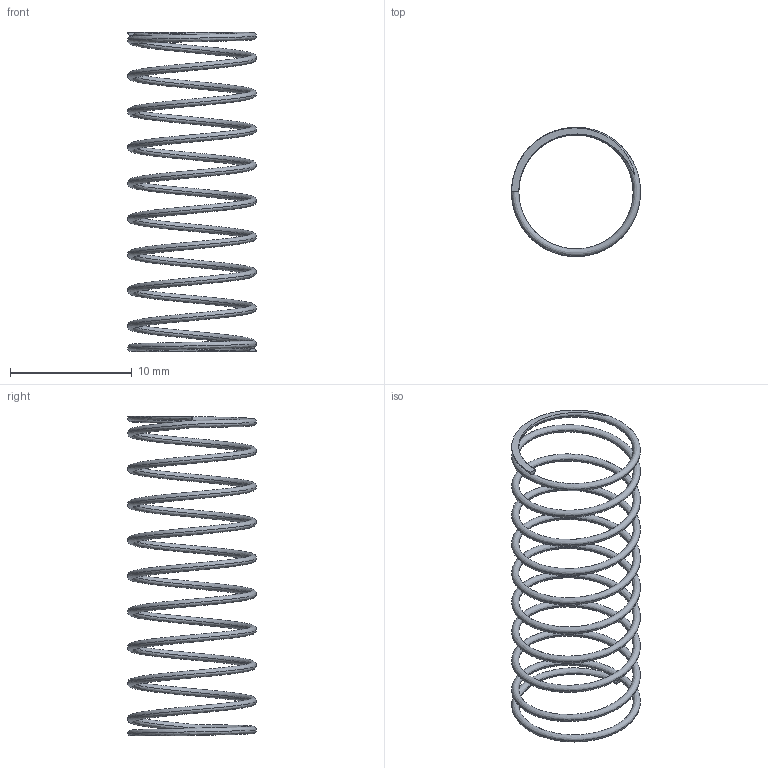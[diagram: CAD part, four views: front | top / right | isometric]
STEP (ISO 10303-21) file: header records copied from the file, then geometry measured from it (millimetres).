
FILE_DESCRIPTION(('STEP AP214'),'1');
FILE_NAME('cctmp_B5B76FA6-9638-4101-9C75-FE8C3072A284_2020_7_9_13_13_4_407..stp','2020-07-09T11:13:04',('Gutekunst + Co.KG Federnfabriken'),('CADClick - www.CADClick.com'),'Spatial InterOp 3D',' ','unknown authorization');
FILE_SCHEMA(('AUTOMOTIVE_DESIGN'));
Length unit declared in the file: millimetre
Products named in the file (1): 2020_07_09__13-13-04-407
Bounding box: 10.6 x 10.6 x 26.3 mm (x, y, z)
Volume: 99.9 mm3; surface area: 621.4 mm2
Topology: 1 solids, 1 shells, 6 faces, 8 edges, 4 vertices
Faces by surface type: plane 4, bspline 2
Entity records: 3616 total; most frequent: CARTESIAN_POINT 3455, DIRECTION 16, ORIENTED_EDGE 16, EDGE_CURVE 8, STYLED_ITEM 7, PRESENTATION_STYLE_ASSIGNMENT 7, AXIS2_PLACEMENT_3D 7, SURFACE_STYLE_USAGE 7
